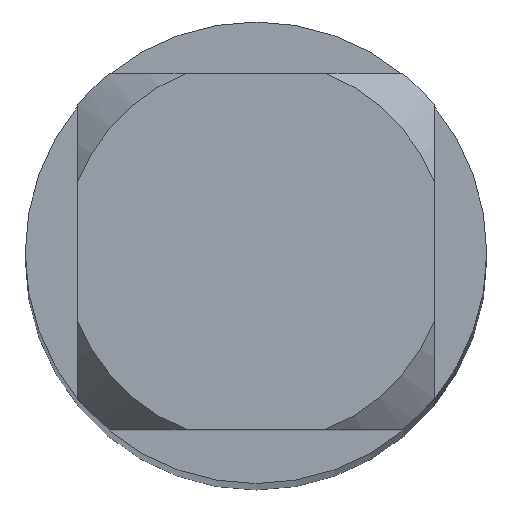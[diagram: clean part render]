
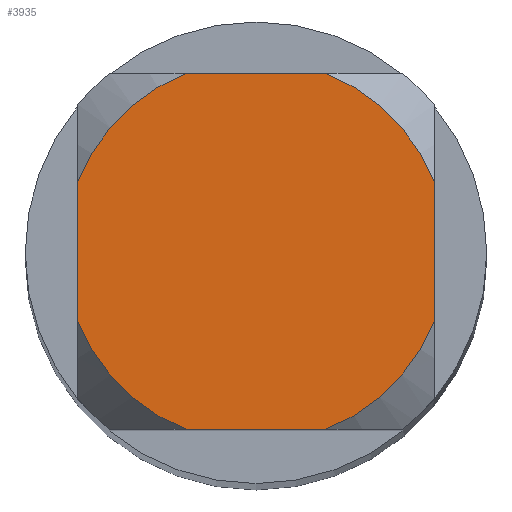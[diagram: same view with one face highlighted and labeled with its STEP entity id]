
A CAD part, top view. The second image highlights one B-rep face of the part: STEP entity #3935.
In plain terms, the highlighted planar face has unit normal (0, 0, 1).
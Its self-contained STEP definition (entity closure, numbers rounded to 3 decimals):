
#1447=VERTEX_POINT('',#4241);
#1721=EDGE_CURVE('',#3335,#3067,#4531,.T.);
#2005=EDGE_CURVE('',#2241,#1447,#4844,.T.);
#2181=VERTEX_POINT('',#5039);
#2241=VERTEX_POINT('',#5104);
#2243=EDGE_CURVE('',#3439,#3225,#5106,.T.);
#2269=EDGE_CURVE('',#3439,#2181,#5136,.T.);
#2357=EDGE_CURVE('',#2241,#3067,#5231,.T.);
#2437=EDGE_CURVE('',#3707,#3225,#5323,.T.);
#2501=EDGE_CURVE('',#3707,#1447,#5396,.T.);
#2795=EDGE_CURVE('',#3335,#2181,#5718,.T.);
#3067=VERTEX_POINT('',#6004);
#3225=VERTEX_POINT('',#6178);
#3335=VERTEX_POINT('',#6300);
#3439=VERTEX_POINT('',#6412);
#3707=VERTEX_POINT('',#6701);
#3935=ADVANCED_FACE('',(#6951),#6952,.T.);
#4241=CARTESIAN_POINT('',(-0.529,1.35,0.0));
#4531=CIRCLE('',#8065,1.45);
#4844=CIRCLE('',#9019,1.45);
#5039=CARTESIAN_POINT('',(0.529,-1.35,0.0));
#5104=CARTESIAN_POINT('',(-1.35,0.529,0.0));
#5106=LINE('',#9531,#9532);
#5136=CIRCLE('',#9597,1.45);
#5231=LINE('',#9756,#9757);
#5323=CIRCLE('',#10047,1.45);
#5396=LINE('',#10217,#10218);
#5718=LINE('',#10956,#10957);
#6004=CARTESIAN_POINT('',(-1.35,-0.529,0.0));
#6178=CARTESIAN_POINT('',(1.35,0.529,0.0));
#6300=CARTESIAN_POINT('',(-0.529,-1.35,0.0));
#6412=CARTESIAN_POINT('',(1.35,-0.529,0.0));
#6701=CARTESIAN_POINT('',(0.529,1.35,0.0));
#6951=FACE_OUTER_BOUND('',#14513,.T.);
#6952=PLANE('',#14514);
#8065=AXIS2_PLACEMENT_3D('',#15543,#15544,#15545);
#9019=AXIS2_PLACEMENT_3D('',#15984,#15985,#15986);
#9531=CARTESIAN_POINT('',(1.35,0.363,0.0));
#9532=VECTOR('',#16268,1.0);
#9597=AXIS2_PLACEMENT_3D('',#16306,#16307,#16308);
#9756=CARTESIAN_POINT('',(-1.35,0.363,0.0));
#9757=VECTOR('',#16406,1.0);
#10047=AXIS2_PLACEMENT_3D('',#16638,#16639,#16640);
#10217=CARTESIAN_POINT('',(0.0,1.35,0.0));
#10218=VECTOR('',#16734,1.0);
#10956=CARTESIAN_POINT('',(0.0,-1.35,0.0));
#10957=VECTOR('',#17063,1.0);
#14513=EDGE_LOOP('',(#18285,#18286,#18287,#18288,#18289,#18290,#18291,#18292));
#14514=AXIS2_PLACEMENT_3D('',#18293,#18294,#18295);
#15543=CARTESIAN_POINT('',(0.0,0.0,0.0));
#15544=DIRECTION('',(0.0,0.0,-1.0));
#15545=DIRECTION('',(0.0,1.0,0.0));
#15984=CARTESIAN_POINT('',(0.0,0.0,0.0));
#15985=DIRECTION('',(0.0,0.0,-1.0));
#15986=DIRECTION('',(0.0,1.0,0.0));
#16268=DIRECTION('',(-0.0,1.0,0.0));
#16306=CARTESIAN_POINT('',(0.0,0.0,0.0));
#16307=DIRECTION('',(0.0,0.0,-1.0));
#16308=DIRECTION('',(0.0,1.0,0.0));
#16406=DIRECTION('',(-0.0,-1.0,0.0));
#16638=CARTESIAN_POINT('',(0.0,0.0,0.0));
#16639=DIRECTION('',(0.0,0.0,-1.0));
#16640=DIRECTION('',(0.0,1.0,0.0));
#16734=DIRECTION('',(-1.0,0.0,0.0));
#17063=DIRECTION('',(1.0,0.0,0.0));
#18285=ORIENTED_EDGE('',*,*,#2357,.T.);
#18286=ORIENTED_EDGE('',*,*,#1721,.F.);
#18287=ORIENTED_EDGE('',*,*,#2795,.T.);
#18288=ORIENTED_EDGE('',*,*,#2269,.F.);
#18289=ORIENTED_EDGE('',*,*,#2243,.T.);
#18290=ORIENTED_EDGE('',*,*,#2437,.F.);
#18291=ORIENTED_EDGE('',*,*,#2501,.T.);
#18292=ORIENTED_EDGE('',*,*,#2005,.F.);
#18293=CARTESIAN_POINT('',(0.0,0.725,0.0));
#18294=DIRECTION('',(-0.0,0.0,1.0));
#18295=DIRECTION('',(0.0,-1.0,0.0));
